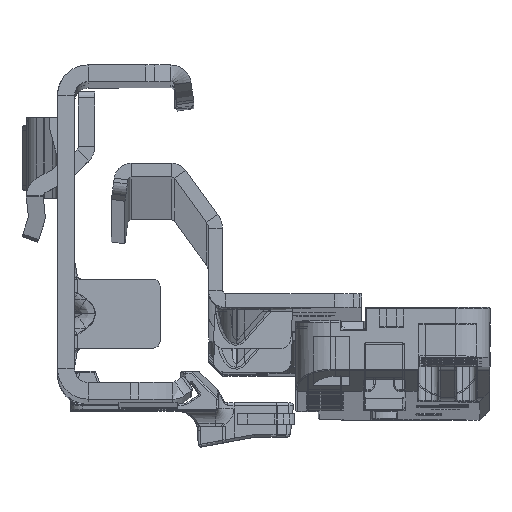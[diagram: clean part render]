
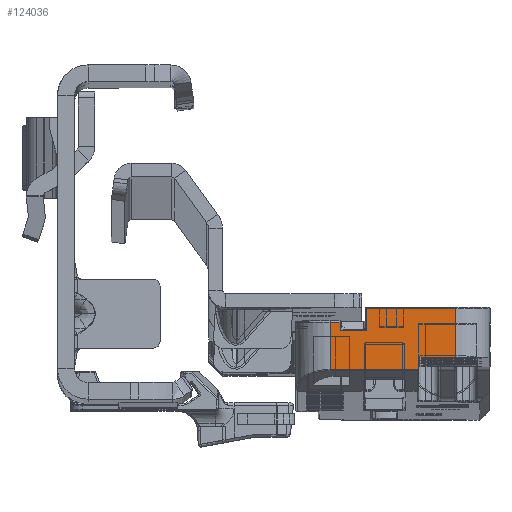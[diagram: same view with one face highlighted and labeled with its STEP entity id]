
A CAD part, top view. The second image highlights one B-rep face of the part: STEP entity #124036.
In plain terms, the highlighted face is planar.
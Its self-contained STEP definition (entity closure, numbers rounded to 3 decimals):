
#747 = EDGE_CURVE ( 'NONE', #116311, #107393, #104559, .T. ) ;
#1948 = DIRECTION ( 'NONE',  ( 1., 0., 0. ) ) ;
#2201 = VERTEX_POINT ( 'NONE', #70797 ) ;
#3213 = CARTESIAN_POINT ( 'NONE',  ( -8.5, -5.2, -284.5 ) ) ;
#6440 = VERTEX_POINT ( 'NONE', #26410 ) ;
#6958 = DIRECTION ( 'NONE',  ( -1., 0., 0. ) ) ;
#8031 = DIRECTION ( 'NONE',  ( 0., 1., 0. ) ) ;
#10926 = CARTESIAN_POINT ( 'NONE',  ( 3.15, 0.1, -284.5 ) ) ;
#11641 = DIRECTION ( 'NONE',  ( 0., 0., 1. ) ) ;
#13582 = ORIENTED_EDGE ( 'NONE', *, *, #48758, .F. ) ;
#14967 = CARTESIAN_POINT ( 'NONE',  ( -8.3, -6.71, -284.5 ) ) ;
#17144 = DIRECTION ( 'NONE',  ( 0., -1., 0. ) ) ;
#17322 = CARTESIAN_POINT ( 'NONE',  ( -13.7, 2.1, -284.5 ) ) ;
#19314 = ORIENTED_EDGE ( 'NONE', *, *, #39398, .T. ) ;
#19599 = AXIS2_PLACEMENT_3D ( 'NONE', #124438, #97327, #36285 ) ;
#19668 = CARTESIAN_POINT ( 'NONE',  ( 4.6, 0.1, -284.5 ) ) ;
#20596 = DIRECTION ( 'NONE',  ( 0., 1., 0. ) ) ;
#20766 = CARTESIAN_POINT ( 'NONE',  ( -8.3, -5.2, -284.5 ) ) ;
#21890 = LINE ( 'NONE', #88802, #24644 ) ;
#22340 = CARTESIAN_POINT ( 'NONE',  ( -0.7, 2.1, -284.5 ) ) ;
#23225 = EDGE_CURVE ( 'NONE', #24174, #99942, #54127, .T. ) ;
#24174 = VERTEX_POINT ( 'NONE', #105677 ) ;
#24211 = LINE ( 'NONE', #55750, #81385 ) ;
#24644 = VECTOR ( 'NONE', #31542, 1000. ) ;
#24853 = DIRECTION ( 'NONE',  ( 1., 0., 0. ) ) ;
#25824 = EDGE_CURVE ( 'NONE', #2201, #27538, #64082, .T. ) ;
#26410 = CARTESIAN_POINT ( 'NONE',  ( 3.15, -1.15, -284.5 ) ) ;
#27538 = VERTEX_POINT ( 'NONE', #19668 ) ;
#30788 = EDGE_CURVE ( 'NONE', #107393, #115451, #110466, .T. ) ;
#31542 = DIRECTION ( 'NONE',  ( 0., -1., 0. ) ) ;
#32736 = EDGE_CURVE ( 'NONE', #75746, #70491, #93614, .T. ) ;
#34880 = EDGE_CURVE ( 'NONE', #116311, #70491, #24211, .T. ) ;
#36285 = DIRECTION ( 'NONE',  ( 1., 0., 0. ) ) ;
#39000 = DIRECTION ( 'NONE',  ( 1., 0., 0. ) ) ;
#39398 = EDGE_CURVE ( 'NONE', #6440, #48245, #69475, .T. ) ;
#40688 = ORIENTED_EDGE ( 'NONE', *, *, #747, .T. ) ;
#41600 = ORIENTED_EDGE ( 'NONE', *, *, #70451, .T. ) ;
#42777 = VERTEX_POINT ( 'NONE', #108343 ) ;
#44606 = ORIENTED_EDGE ( 'NONE', *, *, #98368, .T. ) ;
#44986 = EDGE_CURVE ( 'NONE', #2201, #24174, #52065, .T. ) ;
#45017 = VECTOR ( 'NONE', #20596, 1000. ) ;
#45413 = DIRECTION ( 'NONE',  ( 0., 1., 0. ) ) ;
#45657 = VECTOR ( 'NONE', #45413, 1000. ) ;
#46099 = CARTESIAN_POINT ( 'NONE',  ( -0.75, -0.9, -284.5 ) ) ;
#48245 = VERTEX_POINT ( 'NONE', #122588 ) ;
#48299 = ORIENTED_EDGE ( 'NONE', *, *, #32736, .T. ) ;
#48758 = EDGE_CURVE ( 'NONE', #75746, #99942, #21890, .T. ) ;
#49414 = DIRECTION ( 'NONE',  ( 1., 0., 0. ) ) ;
#52065 = LINE ( 'NONE', #74477, #95464 ) ;
#53298 = VECTOR ( 'NONE', #8031, 1000. ) ;
#54127 =( BOUNDED_CURVE ( )  B_SPLINE_CURVE ( 3, ( #63875, #103086, #14967, #54247 ),
 .UNSPECIFIED., .F., .F. ) 
 B_SPLINE_CURVE_WITH_KNOTS ( ( 4, 4 ),
 ( 1.047, 1.571 ),
 .UNSPECIFIED. ) 
 CURVE ( )  GEOMETRIC_REPRESENTATION_ITEM ( )  RATIONAL_B_SPLINE_CURVE ( ( 1., 0.977, 0.977, 1. ) ) 
 REPRESENTATION_ITEM ( '' )  );
#54247 = CARTESIAN_POINT ( 'NONE',  ( -8.3, -6.669, -284.5 ) ) ;
#55750 = CARTESIAN_POINT ( 'NONE',  ( -8.3, -5., -284.5 ) ) ;
#56457 = CARTESIAN_POINT ( 'NONE',  ( 19.8, -1.15, -284.5 ) ) ;
#63875 = CARTESIAN_POINT ( 'NONE',  ( -8.273, -6.785, -284.5 ) ) ;
#64082 = LINE ( 'NONE', #94260, #45657 ) ;
#66120 = EDGE_LOOP ( 'NONE', ( #41600, #19314, #107413, #78263, #105294, #101283, #13582, #48299, #91910, #40688, #90170, #44606 ) ) ;
#69475 = LINE ( 'NONE', #10926, #45017 ) ;
#70451 = EDGE_CURVE ( 'NONE', #42777, #6440, #126523, .T. ) ;
#70491 = VERTEX_POINT ( 'NONE', #76937 ) ;
#70797 = CARTESIAN_POINT ( 'NONE',  ( 4.6, -6.785, -284.5 ) ) ;
#74477 = CARTESIAN_POINT ( 'NONE',  ( -8.3, -6.785, -284.5 ) ) ;
#75341 = DIRECTION ( 'NONE',  ( 1., 0., 0. ) ) ;
#75487 = FACE_OUTER_BOUND ( 'NONE', #66120, .T. ) ;
#75746 = VERTEX_POINT ( 'NONE', #20766 ) ;
#76937 = CARTESIAN_POINT ( 'NONE',  ( -8.5, -5., -284.5 ) ) ;
#78263 = ORIENTED_EDGE ( 'NONE', *, *, #25824, .F. ) ;
#81385 = VECTOR ( 'NONE', #24853, 1000. ) ;
#85151 = PLANE ( 'NONE',  #19599 ) ;
#86277 = CARTESIAN_POINT ( 'NONE',  ( 4.6, 0.1, -284.5 ) ) ;
#86863 = VECTOR ( 'NONE', #17144, 1000. ) ;
#88802 = CARTESIAN_POINT ( 'NONE',  ( -8.3, 0., -284.5 ) ) ;
#88896 = VECTOR ( 'NONE', #39000, 1000. ) ;
#90170 = ORIENTED_EDGE ( 'NONE', *, *, #30788, .T. ) ;
#91910 = ORIENTED_EDGE ( 'NONE', *, *, #34880, .F. ) ;
#92899 = CARTESIAN_POINT ( 'NONE',  ( -13.7, -5., -284.5 ) ) ;
#93614 = CIRCLE ( 'NONE', #118251, 0.2 ) ;
#94260 = CARTESIAN_POINT ( 'NONE',  ( 4.6, -242.444, -284.5 ) ) ;
#95464 = VECTOR ( 'NONE', #6958, 1000. ) ;
#96154 = CARTESIAN_POINT ( 'NONE',  ( -13.7, 2., -284.5 ) ) ;
#97327 = DIRECTION ( 'NONE',  ( 0., 0., 1. ) ) ;
#98368 = EDGE_CURVE ( 'NONE', #115451, #42777, #125869, .T. ) ;
#99942 = VERTEX_POINT ( 'NONE', #101397 ) ;
#101283 = ORIENTED_EDGE ( 'NONE', *, *, #23225, .T. ) ;
#101397 = CARTESIAN_POINT ( 'NONE',  ( -8.3, -6.669, -284.5 ) ) ;
#103086 = CARTESIAN_POINT ( 'NONE',  ( -8.291, -6.749, -284.5 ) ) ;
#104559 = LINE ( 'NONE', #96154, #53298 ) ;
#105294 = ORIENTED_EDGE ( 'NONE', *, *, #44986, .T. ) ;
#105677 = CARTESIAN_POINT ( 'NONE',  ( -8.273, -6.785, -284.5 ) ) ;
#107393 = VERTEX_POINT ( 'NONE', #17322 ) ;
#107413 = ORIENTED_EDGE ( 'NONE', *, *, #124384, .T. ) ;
#107998 = VECTOR ( 'NONE', #49414, 1000. ) ;
#108343 = CARTESIAN_POINT ( 'NONE',  ( -0.75, -1.15, -284.5 ) ) ;
#110466 = LINE ( 'NONE', #22340, #107998 ) ;
#114603 = LINE ( 'NONE', #86277, #121628 ) ;
#115451 = VERTEX_POINT ( 'NONE', #117775 ) ;
#116311 = VERTEX_POINT ( 'NONE', #92899 ) ;
#117775 = CARTESIAN_POINT ( 'NONE',  ( -0.75, 2.1, -284.5 ) ) ;
#118251 = AXIS2_PLACEMENT_3D ( 'NONE', #3213, #11641, #1948 ) ;
#121628 = VECTOR ( 'NONE', #75341, 1000. ) ;
#122588 = CARTESIAN_POINT ( 'NONE',  ( 3.15, 0.1, -284.5 ) ) ;
#124036 = ADVANCED_FACE ( 'NONE', ( #75487 ), #85151, .F. ) ;
#124384 = EDGE_CURVE ( 'NONE', #48245, #27538, #114603, .T. ) ;
#124438 = CARTESIAN_POINT ( 'NONE',  ( 19.8, 2.6, -284.5 ) ) ;
#125869 = LINE ( 'NONE', #46099, #86863 ) ;
#126523 = LINE ( 'NONE', #56457, #88896 ) ;
